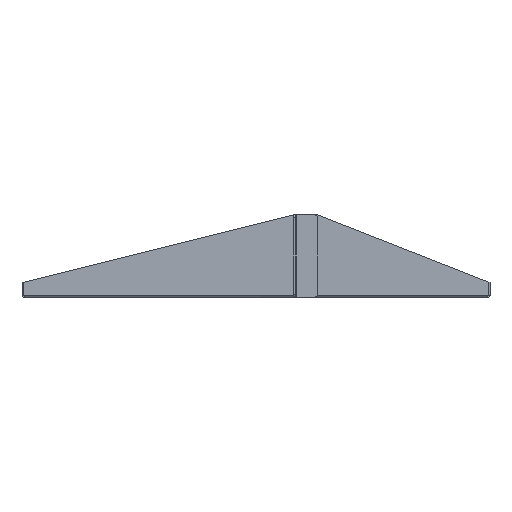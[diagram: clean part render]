
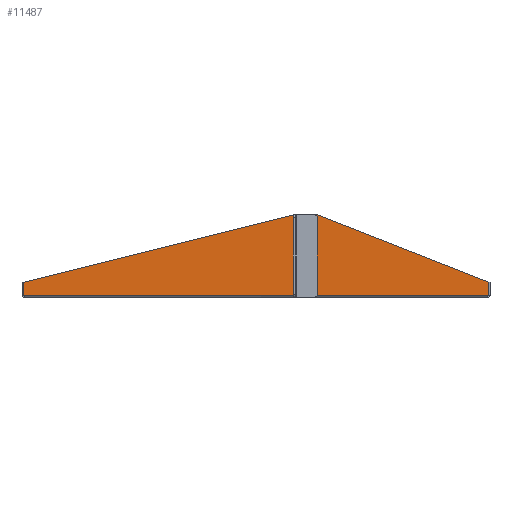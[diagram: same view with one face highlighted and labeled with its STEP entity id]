
A CAD part, left-side view. The second image highlights one B-rep face of the part: STEP entity #11487.
In plain terms, the highlighted planar face has unit normal (-1, 0, 0).
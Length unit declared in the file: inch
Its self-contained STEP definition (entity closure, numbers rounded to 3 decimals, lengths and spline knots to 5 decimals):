
#871 = FACE_OUTER_BOUND ( 'NONE', #12310, .T. ) ;
#1012 = ORIENTED_EDGE ( 'NONE', *, *, #24480, .T. ) ;
#1482 = VECTOR ( 'NONE', #18300, 39.37008 ) ;
#1577 = CARTESIAN_POINT ( 'NONE',  ( -8.625, 9.69292, 0.10045 ) ) ;
#2304 = ORIENTED_EDGE ( 'NONE', *, *, #19433, .T. ) ;
#2755 = VECTOR ( 'NONE', #13159, 39.37008 ) ;
#2790 = ORIENTED_EDGE ( 'NONE', *, *, #15952, .T. ) ;
#4424 = DIRECTION ( 'NONE',  ( 0., 0., 1. ) ) ;
#4930 = CARTESIAN_POINT ( 'NONE',  ( -8.625, 9.75, 0.04648 ) ) ;
#5259 = CARTESIAN_POINT ( 'NONE',  ( -8.625, -9.75, 3.436 ) ) ;
#5375 = DIRECTION ( 'NONE',  ( 0., 0., 1. ) ) ;
#5448 = EDGE_CURVE ( 'NONE', #22526, #20755, #9317, .T. ) ;
#5924 = ORIENTED_EDGE ( 'NONE', *, *, #10834, .T. ) ;
#6382 = ORIENTED_EDGE ( 'NONE', *, *, #5448, .T. ) ;
#7326 = DIRECTION ( 'NONE',  ( 0., 1., 0. ) ) ;
#7910 = VECTOR ( 'NONE', #10044, 39.37008 ) ;
#9220 = LINE ( 'NONE', #20798, #2755 ) ;
#9317 = CIRCLE ( 'NONE', #10133, 0.055 ) ;
#9440 = CARTESIAN_POINT ( 'NONE',  ( -8.625, -9.70352, 0.04648 ) ) ;
#9710 = ORIENTED_EDGE ( 'NONE', *, *, #11607, .F. ) ;
#9749 = VERTEX_POINT ( 'NONE', #20202 ) ;
#10044 = DIRECTION ( 'NONE',  ( 0., 0., -1. ) ) ;
#10133 = AXIS2_PLACEMENT_3D ( 'NONE', #14763, #22770, #5375 ) ;
#10172 = LINE ( 'NONE', #21490, #7910 ) ;
#10279 = CARTESIAN_POINT ( 'NONE',  ( -8.625, -9.69292, 0.10045 ) ) ;
#10477 = CARTESIAN_POINT ( 'NONE',  ( -8.625, -1.563, 3.436 ) ) ;
#10550 = CARTESIAN_POINT ( 'NONE',  ( -8.625, 9.88152, 0.57205 ) ) ;
#10834 = EDGE_CURVE ( 'NONE', #21263, #22526, #10172, .T. ) ;
#10926 = LINE ( 'NONE', #10550, #1482 ) ;
#11261 = CARTESIAN_POINT ( 'NONE',  ( -8.625, -9.75, 0.086 ) ) ;
#11487 = ADVANCED_FACE ( 'NONE', ( #871 ), #16354, .T. ) ;
#11607 = EDGE_CURVE ( 'NONE', #21351, #20755, #18886, .T. ) ;
#12172 = EDGE_CURVE ( 'NONE', #16674, #9749, #22916, .T. ) ;
#12310 = EDGE_LOOP ( 'NONE', ( #1012, #5924, #6382, #9710, #2790, #17325, #2304, #22645 ) ) ;
#12925 = VERTEX_POINT ( 'NONE', #21674 ) ;
#13159 = DIRECTION ( 'NONE',  ( 0., 0.93, 0.367 ) ) ;
#14018 = AXIS2_PLACEMENT_3D ( 'NONE', #4930, #21821, #4424 ) ;
#14032 = VECTOR ( 'NONE', #24565, 39.37008 ) ;
#14763 = CARTESIAN_POINT ( 'NONE',  ( -8.625, 9.70352, 0.04648 ) ) ;
#14844 = EDGE_CURVE ( 'NONE', #12925, #23560, #24820, .T. ) ;
#15952 = EDGE_CURVE ( 'NONE', #21351, #16674, #24250, .T. ) ;
#16354 = PLANE ( 'NONE',  #14018 ) ;
#16432 = CARTESIAN_POINT ( 'NONE',  ( -8.625, 9.69292, 0.61925 ) ) ;
#16674 = VERTEX_POINT ( 'NONE', #10279 ) ;
#17068 = DIRECTION ( 'NONE',  ( 0., 0., 1. ) ) ;
#17325 = ORIENTED_EDGE ( 'NONE', *, *, #12172, .T. ) ;
#18300 = DIRECTION ( 'NONE',  ( 0., 0.97, -0.243 ) ) ;
#18886 = LINE ( 'NONE', #11261, #23769 ) ;
#19233 = CARTESIAN_POINT ( 'NONE',  ( -8.625, -9.69292, 0.057 ) ) ;
#19433 = EDGE_CURVE ( 'NONE', #9749, #12925, #9220, .T. ) ;
#20202 = CARTESIAN_POINT ( 'NONE',  ( -8.625, -9.69292, 0.62745 ) ) ;
#20285 = CARTESIAN_POINT ( 'NONE',  ( -8.625, 9.66526, 0.086 ) ) ;
#20630 = DIRECTION ( 'NONE',  ( 1., 0., 0. ) ) ;
#20755 = VERTEX_POINT ( 'NONE', #20285 ) ;
#20798 = CARTESIAN_POINT ( 'NONE',  ( -8.625, 6.94026, 7.17943 ) ) ;
#21145 = DIRECTION ( 'NONE',  ( 0., 0., 1. ) ) ;
#21263 = VERTEX_POINT ( 'NONE', #16432 ) ;
#21351 = VERTEX_POINT ( 'NONE', #24696 ) ;
#21490 = CARTESIAN_POINT ( 'NONE',  ( -8.625, 9.69292, 0.057 ) ) ;
#21674 = CARTESIAN_POINT ( 'NONE',  ( -8.625, -2.563, 3.436 ) ) ;
#21821 = DIRECTION ( 'NONE',  ( -1., 0., 0. ) ) ;
#22188 = VECTOR ( 'NONE', #21145, 39.37008 ) ;
#22526 = VERTEX_POINT ( 'NONE', #1577 ) ;
#22645 = ORIENTED_EDGE ( 'NONE', *, *, #14844, .T. ) ;
#22770 = DIRECTION ( 'NONE',  ( 1., 0., 0. ) ) ;
#22916 = LINE ( 'NONE', #19233, #22188 ) ;
#23031 = AXIS2_PLACEMENT_3D ( 'NONE', #9440, #20630, #17068 ) ;
#23560 = VERTEX_POINT ( 'NONE', #10477 ) ;
#23769 = VECTOR ( 'NONE', #7326, 39.37008 ) ;
#24250 = CIRCLE ( 'NONE', #23031, 0.055 ) ;
#24480 = EDGE_CURVE ( 'NONE', #23560, #21263, #10926, .T. ) ;
#24565 = DIRECTION ( 'NONE',  ( 0., 1., 0. ) ) ;
#24696 = CARTESIAN_POINT ( 'NONE',  ( -8.625, -9.66526, 0.086 ) ) ;
#24820 = LINE ( 'NONE', #5259, #14032 ) ;
